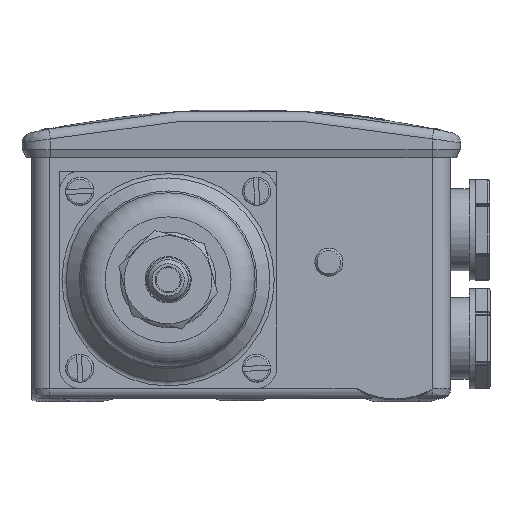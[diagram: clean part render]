
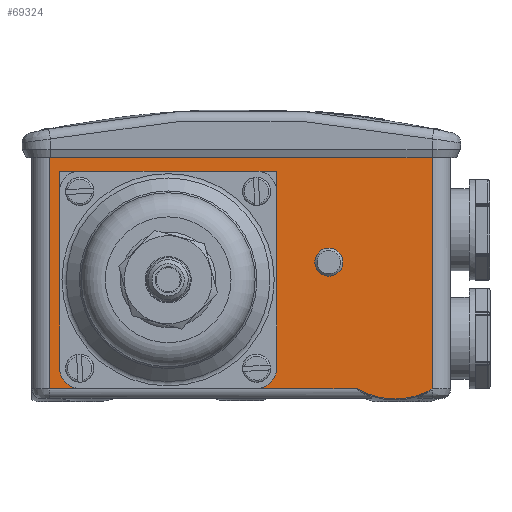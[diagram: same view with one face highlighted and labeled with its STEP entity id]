
A CAD part, front view. The second image highlights one B-rep face of the part: STEP entity #69324.
In plain terms, the highlighted planar face has unit normal (0, -1, 0).
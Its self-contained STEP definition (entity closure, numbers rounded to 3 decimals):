
#68762=CARTESIAN_POINT('',(64.538,-13.18,-27.78));
#68763=VERTEX_POINT('',#68762);
#68771=CARTESIAN_POINT('',(46.986,-13.18,-27.1));
#68772=VERTEX_POINT('',#68771);
#68773=CARTESIAN_POINT('',(56.4,-13.18,-10.972));
#68774=DIRECTION('',(0.0,1.0,0.0));
#68775=DIRECTION('',(-0.011,0.0,-1.));
#68776=AXIS2_PLACEMENT_3D('',#68773,#68774,#68775);
#68777=CIRCLE('',#68776,18.674);
#68778=EDGE_CURVE('',#68763,#68772,#68777,.T.);
#68817=CARTESIAN_POINT('',(65.8,-13.18,-27.108));
#68818=VERTEX_POINT('',#68817);
#68826=CARTESIAN_POINT('',(56.4,-13.18,-10.972));
#68827=DIRECTION('',(0.0,1.0,0.0));
#68828=DIRECTION('',(0.499,0.0,-0.867));
#68829=AXIS2_PLACEMENT_3D('',#68826,#68827,#68828);
#68830=CIRCLE('',#68829,18.674);
#68831=EDGE_CURVE('',#68818,#68763,#68830,.T.);
#69049=CARTESIAN_POINT('',(-29.4,-13.18,-27.1));
#69050=VERTEX_POINT('',#69049);
#69051=CARTESIAN_POINT('',(46.986,-13.18,-27.1));
#69052=DIRECTION('',(-1.0,0.0,0.0));
#69053=VECTOR('',#69052,76.386);
#69054=LINE('',#69051,#69053);
#69055=EDGE_CURVE('',#68772,#69050,#69054,.T.);
#69210=CARTESIAN_POINT('',(-29.4,-13.18,32.));
#69211=VERTEX_POINT('',#69210);
#69212=CARTESIAN_POINT('',(-29.4,-13.18,-27.1));
#69213=DIRECTION('',(0.0,0.0,1.0));
#69214=VECTOR('',#69213,59.1);
#69215=LINE('',#69212,#69214);
#69216=EDGE_CURVE('',#69050,#69211,#69215,.T.);
#69236=CARTESIAN_POINT('',(65.8,-13.18,-29.6));
#69237=DIRECTION('',(0.0,-1.0,0.0));
#69238=DIRECTION('',(0.0,0.0,-1.0));
#69239=AXIS2_PLACEMENT_3D('',#69236,#69237,#69238);
#69240=PLANE('',#69239);
#69241=ORIENTED_EDGE('',*,*,#68831,.F.);
#69242=CARTESIAN_POINT('',(65.8,-13.18,32.));
#69243=VERTEX_POINT('',#69242);
#69244=CARTESIAN_POINT('',(65.8,-13.18,-27.108));
#69245=DIRECTION('',(0.0,0.0,1.0));
#69246=VECTOR('',#69245,59.108);
#69247=LINE('',#69244,#69246);
#69248=EDGE_CURVE('',#68818,#69243,#69247,.T.);
#69249=ORIENTED_EDGE('',*,*,#69248,.T.);
#69250=CARTESIAN_POINT('',(65.8,-13.18,32.));
#69251=DIRECTION('',(-1.0,0.0,0.0));
#69252=VECTOR('',#69251,95.2);
#69253=LINE('',#69250,#69252);
#69254=EDGE_CURVE('',#69243,#69211,#69253,.T.);
#69255=ORIENTED_EDGE('',*,*,#69254,.T.);
#69256=ORIENTED_EDGE('',*,*,#69216,.F.);
#69257=ORIENTED_EDGE('',*,*,#69055,.F.);
#69258=ORIENTED_EDGE('',*,*,#68778,.F.);
#69259=EDGE_LOOP('',(#69241,#69249,#69255,#69256,#69257,#69258));
#69260=FACE_OUTER_BOUND('',#69259,.T.);
#69261=CARTESIAN_POINT('',(27.,-13.18,-22.0));
#69262=VERTEX_POINT('',#69261);
#69263=CARTESIAN_POINT('',(22.,-13.18,-27.0));
#69264=VERTEX_POINT('',#69263);
#69265=CARTESIAN_POINT('',(22.,-13.18,-22.0));
#69266=DIRECTION('',(0.0,1.0,0.0));
#69267=DIRECTION('',(0.0,0.0,1.0));
#69268=AXIS2_PLACEMENT_3D('',#69265,#69266,#69267);
#69269=CIRCLE('',#69268,5.);
#69270=EDGE_CURVE('',#69262,#69264,#69269,.T.);
#69271=ORIENTED_EDGE('',*,*,#69270,.T.);
#69272=CARTESIAN_POINT('',(-22.,-13.18,-27.0));
#69273=VERTEX_POINT('',#69272);
#69274=CARTESIAN_POINT('',(22.,-13.18,-27.0));
#69275=DIRECTION('',(-1.0,0.0,0.0));
#69276=VECTOR('',#69275,44.0);
#69277=LINE('',#69274,#69276);
#69278=EDGE_CURVE('',#69264,#69273,#69277,.T.);
#69279=ORIENTED_EDGE('',*,*,#69278,.T.);
#69280=CARTESIAN_POINT('',(-27.,-13.18,-22.0));
#69281=VERTEX_POINT('',#69280);
#69282=CARTESIAN_POINT('',(-22.,-13.18,-22.0));
#69283=DIRECTION('',(0.0,1.0,0.0));
#69284=DIRECTION('',(1.0,0.0,0.0));
#69285=AXIS2_PLACEMENT_3D('',#69282,#69283,#69284);
#69286=CIRCLE('',#69285,5.);
#69287=EDGE_CURVE('',#69273,#69281,#69286,.T.);
#69288=ORIENTED_EDGE('',*,*,#69287,.T.);
#69289=CARTESIAN_POINT('',(-27.,-13.18,27.));
#69290=VERTEX_POINT('',#69289);
#69291=CARTESIAN_POINT('',(-27.,-13.18,-22.));
#69292=DIRECTION('',(0.0,0.0,1.0));
#69293=VECTOR('',#69292,49.0);
#69294=LINE('',#69291,#69293);
#69295=EDGE_CURVE('',#69281,#69290,#69294,.T.);
#69296=ORIENTED_EDGE('',*,*,#69295,.T.);
#69297=CARTESIAN_POINT('',(27.,-13.18,27.));
#69298=VERTEX_POINT('',#69297);
#69299=CARTESIAN_POINT('',(-27.,-13.18,27.));
#69300=DIRECTION('',(1.0,0.0,0.0));
#69301=VECTOR('',#69300,54.0);
#69302=LINE('',#69299,#69301);
#69303=EDGE_CURVE('',#69290,#69298,#69302,.T.);
#69304=ORIENTED_EDGE('',*,*,#69303,.T.);
#69305=CARTESIAN_POINT('',(27.,-13.18,27.0));
#69306=DIRECTION('',(0.0,0.0,-1.0));
#69307=VECTOR('',#69306,49.0);
#69308=LINE('',#69305,#69307);
#69309=EDGE_CURVE('',#69298,#69262,#69308,.T.);
#69310=ORIENTED_EDGE('',*,*,#69309,.T.);
#69311=EDGE_LOOP('',(#69271,#69279,#69288,#69296,#69304,#69310));
#69312=FACE_BOUND('',#69311,.T.);
#69313=CARTESIAN_POINT('',(43.5,-13.18,4.4));
#69314=VERTEX_POINT('',#69313);
#69315=CARTESIAN_POINT('',(40.,-13.18,4.4));
#69316=DIRECTION('',(0.0,1.0,0.0));
#69317=DIRECTION('',(-1.0,0.0,0.0));
#69318=AXIS2_PLACEMENT_3D('',#69315,#69316,#69317);
#69319=CIRCLE('',#69318,3.5);
#69320=EDGE_CURVE('',#69314,#69314,#69319,.T.);
#69321=ORIENTED_EDGE('',*,*,#69320,.T.);
#69322=EDGE_LOOP('',(#69321));
#69323=FACE_BOUND('',#69322,.T.);
#69324=ADVANCED_FACE('',(#69260,#69312,#69323),#69240,.T.);
